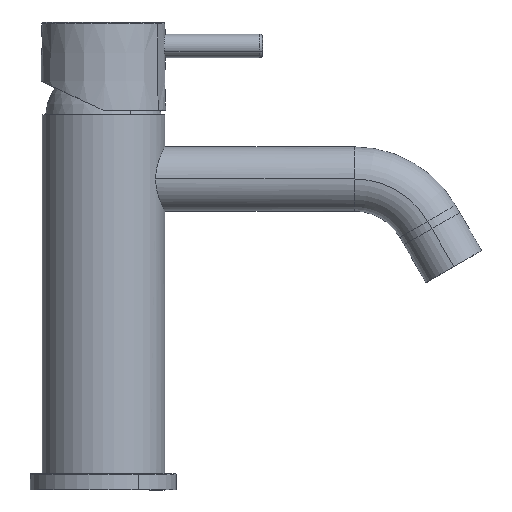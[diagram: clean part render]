
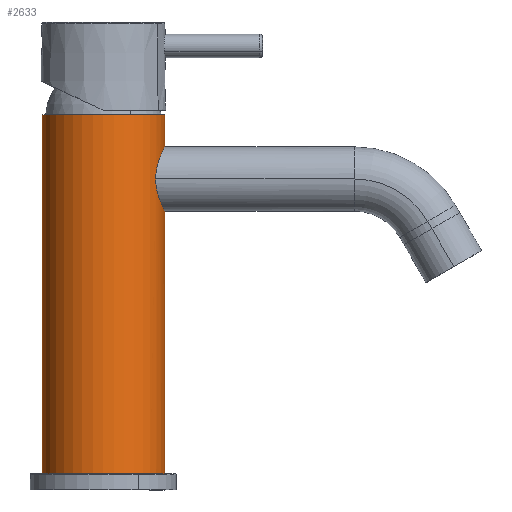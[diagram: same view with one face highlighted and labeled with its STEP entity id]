
A CAD part, front view. The second image highlights one B-rep face of the part: STEP entity #2633.
In plain terms, the highlighted cylindrical face has radius 21 mm (diameter 42 mm), a partial arc.
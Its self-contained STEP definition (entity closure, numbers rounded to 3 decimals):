
#2141=CARTESIAN_POINT('Axis2P3D Location',(0.,0.,58.5)) ;
#2488=CARTESIAN_POINT('Vertex',(21.,0.,0.)) ;
#2490=CARTESIAN_POINT('Vertex',(-21.,0.,0.)) ;
#2493=CARTESIAN_POINT('Axis2P3D Location',(0.,0.,0.)) ;
#2503=CARTESIAN_POINT('Line Origine',(21.,0.,58.5)) ;
#2507=CARTESIAN_POINT('Vertex',(21.,0.,90.)) ;
#2510=CARTESIAN_POINT('Line Origine',(-21.,0.,58.5)) ;
#2514=CARTESIAN_POINT('Vertex',(-21.,0.,122.5)) ;
#2517=CARTESIAN_POINT('Line Origine',(-21.,0.,58.5)) ;
#2521=CARTESIAN_POINT('Vertex',(-21.,0.,123.)) ;
#2528=CARTESIAN_POINT('Vertex',(21.,0.,123.)) ;
#2531=CARTESIAN_POINT('Line Origine',(21.,0.,58.5)) ;
#2535=CARTESIAN_POINT('Vertex',(21.,0.,122.5)) ;
#2538=CARTESIAN_POINT('Line Origine',(21.,0.,58.5)) ;
#2542=CARTESIAN_POINT('Vertex',(21.,0.,112.)) ;
#2587=CARTESIAN_POINT('Axis2P3D Location',(0.,0.,123.)) ;
#2593=CARTESIAN_POINT('Control Point',(17.889,-11.,101.)) ;
#2594=CARTESIAN_POINT('Control Point',(17.889,-11.,99.622)) ;
#2595=CARTESIAN_POINT('Control Point',(18.021,-10.784,98.244)) ;
#2596=CARTESIAN_POINT('Control Point',(18.286,-10.354,96.934)) ;
#2597=CARTESIAN_POINT('Control Point',(18.842,-9.344,94.933)) ;
#2598=CARTESIAN_POINT('Control Point',(19.475,-7.897,93.268)) ;
#2599=CARTESIAN_POINT('Control Point',(19.725,-7.259,92.666)) ;
#2600=CARTESIAN_POINT('Control Point',(20.289,-5.612,91.394)) ;
#2601=CARTESIAN_POINT('Control Point',(20.725,-3.676,90.524)) ;
#2602=CARTESIAN_POINT('Control Point',(20.909,-2.479,90.175)) ;
#2603=CARTESIAN_POINT('Control Point',(21.,-1.24,90.)) ;
#2604=CARTESIAN_POINT('Control Point',(21.,0.,90.)) ;
#2605=CARTESIAN_POINT('Vertex',(17.889,-11.,101.)) ;
#2609=CARTESIAN_POINT('Control Point',(17.889,-11.,101.)) ;
#2610=CARTESIAN_POINT('Control Point',(17.889,-11.,102.378)) ;
#2611=CARTESIAN_POINT('Control Point',(18.021,-10.784,103.756)) ;
#2612=CARTESIAN_POINT('Control Point',(18.286,-10.354,105.066)) ;
#2613=CARTESIAN_POINT('Control Point',(18.842,-9.344,107.067)) ;
#2614=CARTESIAN_POINT('Control Point',(19.475,-7.897,108.732)) ;
#2615=CARTESIAN_POINT('Control Point',(19.725,-7.259,109.334)) ;
#2616=CARTESIAN_POINT('Control Point',(20.289,-5.612,110.606)) ;
#2617=CARTESIAN_POINT('Control Point',(20.725,-3.676,111.476)) ;
#2618=CARTESIAN_POINT('Control Point',(20.909,-2.479,111.825)) ;
#2619=CARTESIAN_POINT('Control Point',(21.,-1.24,112.)) ;
#2620=CARTESIAN_POINT('Control Point',(21.,0.,112.)) ;
#2505=VECTOR('Line Direction',#2504,1.) ;
#2512=VECTOR('Line Direction',#2511,1.) ;
#2519=VECTOR('Line Direction',#2518,1.) ;
#2533=VECTOR('Line Direction',#2532,1.) ;
#2540=VECTOR('Line Direction',#2539,1.) ;
#2142=DIRECTION('Axis2P3D Direction',(0.,0.,-1.)) ;
#2143=DIRECTION('Axis2P3D XDirection',(1.,0.,0.)) ;
#2494=DIRECTION('Axis2P3D Direction',(0.,0.,1.)) ;
#2504=DIRECTION('Vector Direction',(0.,0.,-1.)) ;
#2511=DIRECTION('Vector Direction',(0.,0.,-1.)) ;
#2518=DIRECTION('Vector Direction',(0.,0.,-1.)) ;
#2532=DIRECTION('Vector Direction',(0.,0.,-1.)) ;
#2539=DIRECTION('Vector Direction',(0.,0.,-1.)) ;
#2588=DIRECTION('Axis2P3D Direction',(0.,0.,-1.)) ;
#2144=AXIS2_PLACEMENT_3D('Cylinder Axis2P3D',#2141,#2142,#2143) ;
#2495=AXIS2_PLACEMENT_3D('Circle Axis2P3D',#2493,#2494,$) ;
#2589=AXIS2_PLACEMENT_3D('Circle Axis2P3D',#2587,#2588,$) ;
#2506=LINE('Line',#2503,#2505) ;
#2513=LINE('Line',#2510,#2512) ;
#2520=LINE('Line',#2517,#2519) ;
#2534=LINE('Line',#2531,#2533) ;
#2541=LINE('Line',#2538,#2540) ;
#2496=CIRCLE('generated circle',#2495,21.) ;
#2590=CIRCLE('generated circle',#2589,21.) ;
#2145=CYLINDRICAL_SURFACE('generated cylinder',#2144,21.) ;
#2497=EDGE_CURVE('',#2491,#2489,#2496,.T.) ;
#2509=EDGE_CURVE('',#2489,#2508,#2506,.F.) ;
#2516=EDGE_CURVE('',#2491,#2515,#2513,.F.) ;
#2523=EDGE_CURVE('',#2515,#2522,#2520,.F.) ;
#2537=EDGE_CURVE('',#2536,#2529,#2534,.F.) ;
#2544=EDGE_CURVE('',#2543,#2536,#2541,.F.) ;
#2591=EDGE_CURVE('',#2522,#2529,#2590,.F.) ;
#2607=EDGE_CURVE('',#2606,#2508,#2592,.T.) ;
#2621=EDGE_CURVE('',#2606,#2543,#2608,.T.) ;
#2623=ORIENTED_EDGE('',*,*,#2544,.T.) ;
#2624=ORIENTED_EDGE('',*,*,#2537,.T.) ;
#2625=ORIENTED_EDGE('',*,*,#2591,.F.) ;
#2626=ORIENTED_EDGE('',*,*,#2523,.F.) ;
#2627=ORIENTED_EDGE('',*,*,#2516,.F.) ;
#2628=ORIENTED_EDGE('',*,*,#2497,.T.) ;
#2629=ORIENTED_EDGE('',*,*,#2509,.T.) ;
#2630=ORIENTED_EDGE('',*,*,#2607,.F.) ;
#2631=ORIENTED_EDGE('',*,*,#2621,.T.) ;
#2622=EDGE_LOOP('',(#2623,#2624,#2625,#2626,#2627,#2628,#2629,#2630,#2631)) ;
#2489=VERTEX_POINT('',#2488) ;
#2491=VERTEX_POINT('',#2490) ;
#2508=VERTEX_POINT('',#2507) ;
#2515=VERTEX_POINT('',#2514) ;
#2522=VERTEX_POINT('',#2521) ;
#2529=VERTEX_POINT('',#2528) ;
#2536=VERTEX_POINT('',#2535) ;
#2543=VERTEX_POINT('',#2542) ;
#2606=VERTEX_POINT('',#2605) ;
#2633=ADVANCED_FACE('PartBody',(#2632),#2145,.T.) ;
#2592=B_SPLINE_CURVE_WITH_KNOTS('',5,(#2593,#2594,#2595,#2596,#2597,#2598,#2599,#2600,#2601,#2602,#2603,#2604),.UNSPECIFIED.,.F.,.U.,(6,3,3,6),(0.,9.742,16.151,24.917),.UNSPECIFIED.) ;
#2608=B_SPLINE_CURVE_WITH_KNOTS('',5,(#2609,#2610,#2611,#2612,#2613,#2614,#2615,#2616,#2617,#2618,#2619,#2620),.UNSPECIFIED.,.F.,.U.,(6,3,3,6),(0.,9.742,16.151,24.917),.UNSPECIFIED.) ;
#2632=FACE_OUTER_BOUND('',#2622,.T.) ;
